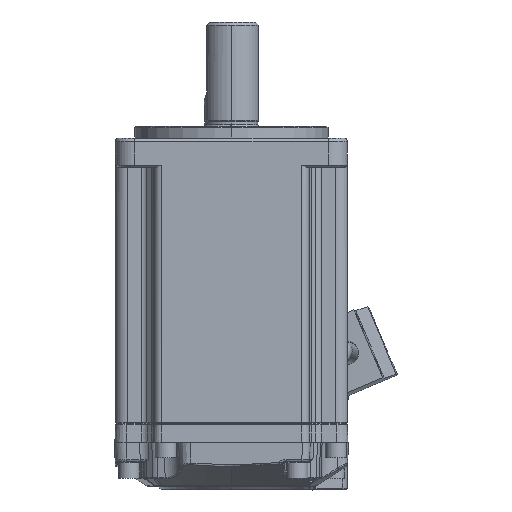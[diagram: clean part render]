
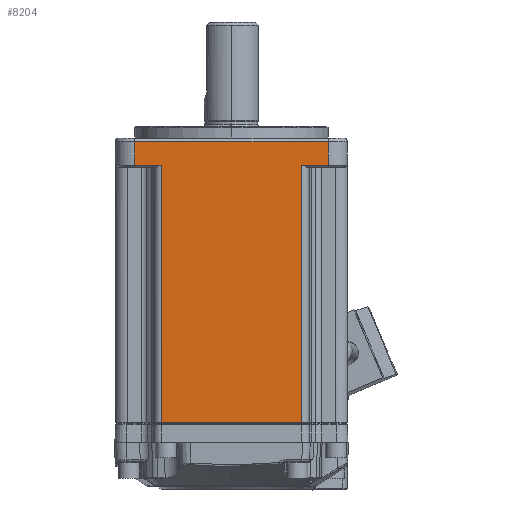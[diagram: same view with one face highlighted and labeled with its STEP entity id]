
A CAD part, front view. The second image highlights one B-rep face of the part: STEP entity #8204.
In plain terms, the highlighted planar face has unit normal (0, -1, 0).
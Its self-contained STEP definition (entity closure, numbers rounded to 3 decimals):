
#7064=CARTESIAN_POINT('',(18.035,-30.,-0.04));
#7065=VERTEX_POINT('',#7064);
#7073=CARTESIAN_POINT('',(-18.035,-30.,-0.04));
#7074=VERTEX_POINT('',#7073);
#7075=CARTESIAN_POINT('',(-18.035,-30.,-0.04));
#7076=DIRECTION('',(1.,0.,-0.));
#7077=VECTOR('',#7076,36.069);
#7078=LINE('',#7075,#7077);
#7079=EDGE_CURVE('',#7074,#7065,#7078,.T.);
#7951=CARTESIAN_POINT('',(25.,-30.,72.61));
#7952=VERTEX_POINT('',#7951);
#7979=CARTESIAN_POINT('',(25.,-30.,66.61));
#7980=VERTEX_POINT('',#7979);
#7981=CARTESIAN_POINT('',(25.,-30.,72.61));
#7982=DIRECTION('',(0.,0.,-1.));
#7983=VECTOR('',#7982,6.);
#7984=LINE('',#7981,#7983);
#7985=EDGE_CURVE('',#7952,#7980,#7984,.T.);
#8137=CARTESIAN_POINT('',(18.035,-30.,66.61));
#8138=VERTEX_POINT('',#8137);
#8149=CARTESIAN_POINT('',(25.,-30.,66.61));
#8150=DIRECTION('',(-1.,-0.,0.));
#8151=VECTOR('',#8150,6.965);
#8152=LINE('',#8149,#8151);
#8153=EDGE_CURVE('',#7980,#8138,#8152,.T.);
#8158=CARTESIAN_POINT('',(-30.,-30.,73.61));
#8159=DIRECTION('',(0.,-1.,-0.));
#8160=DIRECTION('',(1.,0.,0.));
#8161=AXIS2_PLACEMENT_3D('',#8158,#8159,#8160);
#8162=PLANE('',#8161);
#8163=ORIENTED_EDGE('',*,*,#7985,.F.);
#8164=CARTESIAN_POINT('',(-25.,-30.,72.61));
#8165=VERTEX_POINT('',#8164);
#8166=CARTESIAN_POINT('',(-25.,-30.,72.61));
#8167=DIRECTION('',(1.,0.,-0.));
#8168=VECTOR('',#8167,50.);
#8169=LINE('',#8166,#8168);
#8170=EDGE_CURVE('',#8165,#7952,#8169,.T.);
#8171=ORIENTED_EDGE('',*,*,#8170,.F.);
#8172=CARTESIAN_POINT('',(-25.,-30.,66.61));
#8173=VERTEX_POINT('',#8172);
#8174=CARTESIAN_POINT('',(-25.,-30.,72.61));
#8175=DIRECTION('',(0.,0.,-1.));
#8176=VECTOR('',#8175,6.);
#8177=LINE('',#8174,#8176);
#8178=EDGE_CURVE('',#8165,#8173,#8177,.T.);
#8179=ORIENTED_EDGE('',*,*,#8178,.T.);
#8180=CARTESIAN_POINT('',(-18.035,-30.,66.61));
#8181=VERTEX_POINT('',#8180);
#8182=CARTESIAN_POINT('',(-18.035,-30.,66.61));
#8183=DIRECTION('',(-1.,-0.,0.));
#8184=VECTOR('',#8183,6.965);
#8185=LINE('',#8182,#8184);
#8186=EDGE_CURVE('',#8181,#8173,#8185,.T.);
#8187=ORIENTED_EDGE('',*,*,#8186,.F.);
#8188=CARTESIAN_POINT('',(-18.035,-30.,66.61));
#8189=DIRECTION('',(0.,-0.,-1.));
#8190=VECTOR('',#8189,66.65);
#8191=LINE('',#8188,#8190);
#8192=EDGE_CURVE('',#8181,#7074,#8191,.T.);
#8193=ORIENTED_EDGE('',*,*,#8192,.T.);
#8194=ORIENTED_EDGE('',*,*,#7079,.T.);
#8195=CARTESIAN_POINT('',(18.035,-30.,-0.04));
#8196=DIRECTION('',(0.,0.,1.));
#8197=VECTOR('',#8196,66.65);
#8198=LINE('',#8195,#8197);
#8199=EDGE_CURVE('',#7065,#8138,#8198,.T.);
#8200=ORIENTED_EDGE('',*,*,#8199,.T.);
#8201=ORIENTED_EDGE('',*,*,#8153,.F.);
#8202=EDGE_LOOP('',(#8163,#8171,#8179,#8187,#8193,#8194,#8200,#8201));
#8203=FACE_BOUND('',#8202,.T.);
#8204=ADVANCED_FACE('',(#8203),#8162,.T.);
